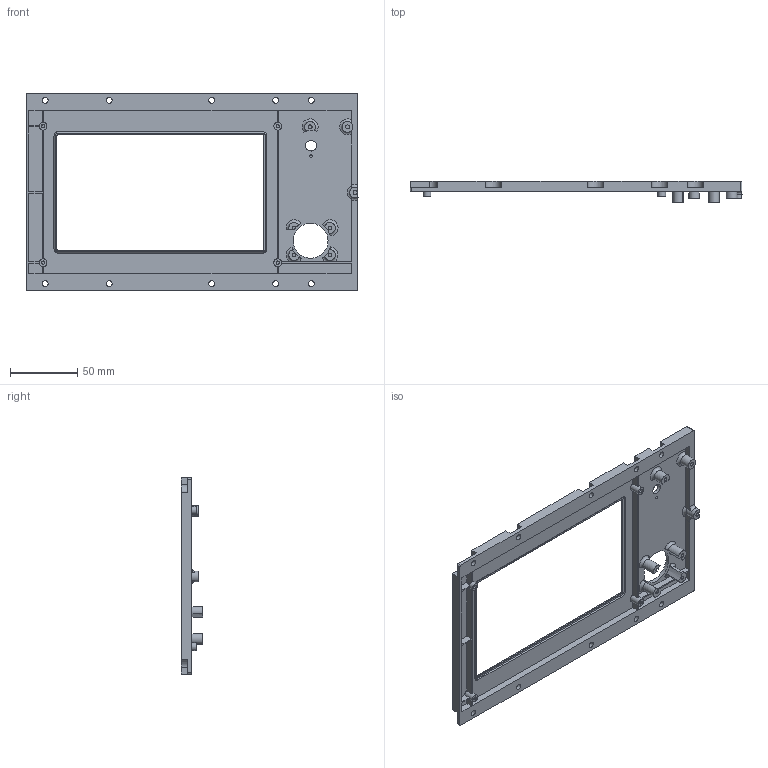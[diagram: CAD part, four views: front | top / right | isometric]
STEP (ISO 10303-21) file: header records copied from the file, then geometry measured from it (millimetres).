
FILE_DESCRIPTION(/* description */ (''),/* implementation_level */ '2;1');
FILE_NAME(/* name */ '7.0-Bezel_plus_mouse v7.step',/* time_stamp */ '2022-05-09T06:31:42+10:00',/* author */ (''),/* organization */ (''),/* preprocessor_version */ 'ST-DEVELOPER v18.1',/* originating_system */ 'Autodesk Translation Framework v10.14.0.1471',/* authorisation */ '');
FILE_SCHEMA (('AUTOMOTIVE_DESIGN { 1 0 10303 214 3 1 1 }'));
Length unit declared in the file: millimetre
Products named in the file (1): 7.0-Bezel_plus_mouse
Bounding box: 247 x 15.7 x 146.05 mm (x, y, z)
Volume: 91139 mm3; surface area: 62943.2 mm2
Topology: 1 solids, 1 shells, 511 faces, 1218 edges, 716 vertices
Faces by surface type: plane 448, cylinder 54, torus 9
Full cylindrical faces by diameter (mm): 2 x1, 2.5 x7, 3 x3, 4.305 x9, 4.35 x1, 5.8 x4, 8 x2, 26 x1
Entity records: 14483 total; most frequent: CARTESIAN_POINT 2644, ORIENTED_EDGE 2436, DIRECTION 2378, EDGE_CURVE 1218, LINE 1042, VECTOR 1042, VERTEX_POINT 716, AXIS2_PLACEMENT_3D 668
